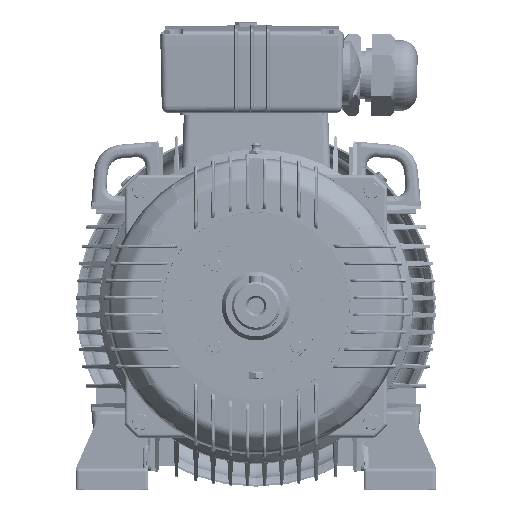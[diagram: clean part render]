
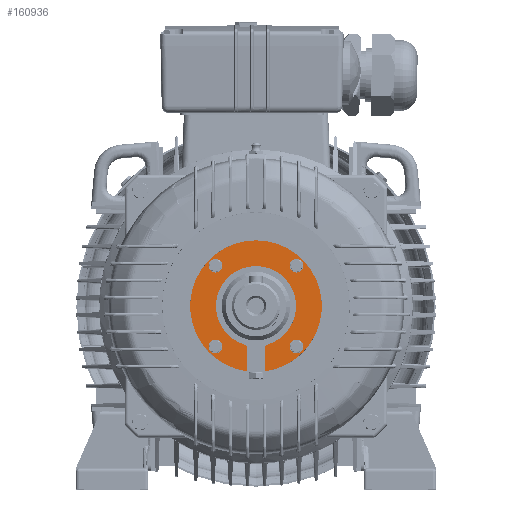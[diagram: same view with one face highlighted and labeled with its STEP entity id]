
A CAD part, top view. The second image highlights one B-rep face of the part: STEP entity #160936.
In plain terms, the highlighted planar face has unit normal (0, 0, 1).
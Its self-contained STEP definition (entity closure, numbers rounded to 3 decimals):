
#19408=CARTESIAN_POINT('',(0.,0.,378.));
#19409=DIRECTION('',(0.,0.,-1.));
#19410=DIRECTION('',(-0.289,-0.957,0.));
#19411=AXIS2_PLACEMENT_3D('',#19408,#19409,#19410);
#19413=CARTESIAN_POINT('',(-11.,-36.373,378.));
#19414=DIRECTION('',(0.,0.,1.));
#19415=DIRECTION('',(1.,0.,0.));
#19416=AXIS2_PLACEMENT_3D('',#19413,#19414,#19415);
#19418=DIRECTION('',(0.,1.,0.));
#19419=VECTOR('',#19418,20.568);
#19420=CARTESIAN_POINT('',(-8.,-56.941,378.));
#19421=LINE('',#19420,#19419);
#19422=CARTESIAN_POINT('',(0.,0.,378.));
#19423=DIRECTION('',(0.,0.,1.));
#19424=DIRECTION('',(0.,1.,0.));
#19425=AXIS2_PLACEMENT_3D('',#19422,#19423,#19424);
#19427=CARTESIAN_POINT('',(0.,0.,378.));
#19428=DIRECTION('',(0.,0.,1.));
#19429=DIRECTION('',(0.139,-0.99,0.));
#19430=AXIS2_PLACEMENT_3D('',#19427,#19428,#19429);
#19432=DIRECTION('',(0.,-1.,0.));
#19433=VECTOR('',#19432,20.568);
#19434=CARTESIAN_POINT('',(8.,-36.373,378.));
#19435=LINE('',#19434,#19433);
#19436=CARTESIAN_POINT('',(11.,-36.373,378.));
#19437=DIRECTION('',(0.,0.,1.));
#19438=DIRECTION('',(-0.289,0.957,0.));
#19439=AXIS2_PLACEMENT_3D('',#19436,#19437,#19438);
#19441=CARTESIAN_POINT('',(0.,0.,378.));
#19442=DIRECTION('',(0.,0.,-1.));
#19443=DIRECTION('',(0.,1.,0.));
#19444=AXIS2_PLACEMENT_3D('',#19441,#19442,#19443);
#19446=CARTESIAN_POINT('',(-35.355,35.355,378.));
#19447=DIRECTION('',(0.,0.,-1.));
#19448=DIRECTION('',(1.,0.,0.));
#19449=AXIS2_PLACEMENT_3D('',#19446,#19447,#19448);
#19451=CARTESIAN_POINT('',(-35.355,35.355,378.));
#19452=DIRECTION('',(0.,0.,-1.));
#19453=DIRECTION('',(-1.,0.,0.));
#19454=AXIS2_PLACEMENT_3D('',#19451,#19452,#19453);
#19456=CARTESIAN_POINT('',(35.355,35.355,378.));
#19457=DIRECTION('',(0.,0.,-1.));
#19458=DIRECTION('',(1.,0.,0.));
#19459=AXIS2_PLACEMENT_3D('',#19456,#19457,#19458);
#19461=CARTESIAN_POINT('',(35.355,35.355,378.));
#19462=DIRECTION('',(0.,0.,-1.));
#19463=DIRECTION('',(-1.,0.,0.));
#19464=AXIS2_PLACEMENT_3D('',#19461,#19462,#19463);
#19466=CARTESIAN_POINT('',(35.355,-35.355,378.));
#19467=DIRECTION('',(0.,0.,-1.));
#19468=DIRECTION('',(1.,0.,0.));
#19469=AXIS2_PLACEMENT_3D('',#19466,#19467,#19468);
#19471=CARTESIAN_POINT('',(35.355,-35.355,378.));
#19472=DIRECTION('',(0.,0.,-1.));
#19473=DIRECTION('',(-1.,0.,0.));
#19474=AXIS2_PLACEMENT_3D('',#19471,#19472,#19473);
#19476=CARTESIAN_POINT('',(-35.355,-35.355,378.));
#19477=DIRECTION('',(0.,0.,-1.));
#19478=DIRECTION('',(1.,0.,0.));
#19479=AXIS2_PLACEMENT_3D('',#19476,#19477,#19478);
#19481=CARTESIAN_POINT('',(-35.355,-35.355,378.));
#19482=DIRECTION('',(0.,0.,-1.));
#19483=DIRECTION('',(-1.,0.,0.));
#19484=AXIS2_PLACEMENT_3D('',#19481,#19482,#19483);
#114750=CARTESIAN_POINT('',(10.132,-33.502,378.));
#114751=VERTEX_POINT('',#114750);
#114763=CARTESIAN_POINT('',(-10.132,-33.502,378.));
#114764=CARTESIAN_POINT('',(0.,35.,378.));
#114765=VERTEX_POINT('',#114763);
#114766=VERTEX_POINT('',#114764);
#114771=CARTESIAN_POINT('',(-8.,-36.373,378.));
#114772=VERTEX_POINT('',#114771);
#114773=CARTESIAN_POINT('',(-8.,-56.941,378.));
#114774=VERTEX_POINT('',#114773);
#115282=CARTESIAN_POINT('',(8.,-36.373,378.));
#115283=CARTESIAN_POINT('',(8.,-56.941,378.));
#115284=VERTEX_POINT('',#115282);
#115285=VERTEX_POINT('',#115283);
#117067=CARTESIAN_POINT('',(0.,57.5,378.));
#117069=VERTEX_POINT('',#117067);
#123571=CARTESIAN_POINT('',(-29.355,35.355,378.));
#123572=CARTESIAN_POINT('',(-41.355,35.355,378.));
#123573=VERTEX_POINT('',#123571);
#123574=VERTEX_POINT('',#123572);
#123619=CARTESIAN_POINT('',(41.355,35.355,378.));
#123620=CARTESIAN_POINT('',(29.355,35.355,378.));
#123621=VERTEX_POINT('',#123619);
#123622=VERTEX_POINT('',#123620);
#123627=CARTESIAN_POINT('',(41.355,-35.355,378.));
#123628=CARTESIAN_POINT('',(29.355,-35.355,378.));
#123629=VERTEX_POINT('',#123627);
#123630=VERTEX_POINT('',#123628);
#123635=CARTESIAN_POINT('',(-29.355,-35.355,378.));
#123636=CARTESIAN_POINT('',(-41.355,-35.355,378.));
#123637=VERTEX_POINT('',#123635);
#123638=VERTEX_POINT('',#123636);
#160893=CARTESIAN_POINT('',(0.,0.,378.));
#160894=DIRECTION('',(0.,0.,-1.));
#160895=DIRECTION('',(0.,1.,0.));
#160896=AXIS2_PLACEMENT_3D('',#160893,#160894,#160895);
#160897=PLANE('',#160896);
#160899=ORIENTED_EDGE('',*,*,#160898,.F.);
#160901=ORIENTED_EDGE('',*,*,#160900,.F.);
#160902=ORIENTED_EDGE('',*,*,#160844,.F.);
#160903=ORIENTED_EDGE('',*,*,#160322,.F.);
#160904=ORIENTED_EDGE('',*,*,#160374,.F.);
#160905=ORIENTED_EDGE('',*,*,#160882,.F.);
#160907=ORIENTED_EDGE('',*,*,#160906,.F.);
#160909=ORIENTED_EDGE('',*,*,#160908,.F.);
#160910=EDGE_LOOP('',(#160899,#160901,#160902,#160903,#160904,#160905,#160907,
#160909));
#160911=FACE_OUTER_BOUND('',#160910,.F.);
#160913=ORIENTED_EDGE('',*,*,#160912,.F.);
#160915=ORIENTED_EDGE('',*,*,#160914,.F.);
#160916=EDGE_LOOP('',(#160913,#160915));
#160917=FACE_BOUND('',#160916,.F.);
#160919=ORIENTED_EDGE('',*,*,#160918,.F.);
#160921=ORIENTED_EDGE('',*,*,#160920,.F.);
#160922=EDGE_LOOP('',(#160919,#160921));
#160923=FACE_BOUND('',#160922,.F.);
#160925=ORIENTED_EDGE('',*,*,#160924,.F.);
#160927=ORIENTED_EDGE('',*,*,#160926,.F.);
#160928=EDGE_LOOP('',(#160925,#160927));
#160929=FACE_BOUND('',#160928,.F.);
#160931=ORIENTED_EDGE('',*,*,#160930,.F.);
#160933=ORIENTED_EDGE('',*,*,#160932,.F.);
#160934=EDGE_LOOP('',(#160931,#160933));
#160935=FACE_BOUND('',#160934,.F.);
#160936=ADVANCED_FACE('',(#160911,#160917,#160923,#160929,#160935),#160897,.F.);
#19412=CIRCLE('',#19411,35.);
#19417=CIRCLE('',#19416,3.);
#19426=CIRCLE('',#19425,57.5);
#19431=CIRCLE('',#19430,57.5);
#19440=CIRCLE('',#19439,3.);
#19445=CIRCLE('',#19444,35.);
#19450=CIRCLE('',#19449,6.);
#19455=CIRCLE('',#19454,6.);
#19460=CIRCLE('',#19459,6.);
#19465=CIRCLE('',#19464,6.);
#19470=CIRCLE('',#19469,6.);
#19475=CIRCLE('',#19474,6.);
#19480=CIRCLE('',#19479,6.);
#19485=CIRCLE('',#19484,6.);
#160322=EDGE_CURVE('',#117069,#114774,#19426,.T.);
#160374=EDGE_CURVE('',#115285,#117069,#19431,.T.);
#160844=EDGE_CURVE('',#114774,#114772,#19421,.T.);
#160882=EDGE_CURVE('',#115284,#115285,#19435,.T.);
#160898=EDGE_CURVE('',#114765,#114766,#19412,.T.);
#160900=EDGE_CURVE('',#114772,#114765,#19417,.T.);
#160906=EDGE_CURVE('',#114751,#115284,#19440,.T.);
#160908=EDGE_CURVE('',#114766,#114751,#19445,.T.);
#160912=EDGE_CURVE('',#123573,#123574,#19450,.T.);
#160914=EDGE_CURVE('',#123574,#123573,#19455,.T.);
#160918=EDGE_CURVE('',#123621,#123622,#19460,.T.);
#160920=EDGE_CURVE('',#123622,#123621,#19465,.T.);
#160924=EDGE_CURVE('',#123629,#123630,#19470,.T.);
#160926=EDGE_CURVE('',#123630,#123629,#19475,.T.);
#160930=EDGE_CURVE('',#123637,#123638,#19480,.T.);
#160932=EDGE_CURVE('',#123638,#123637,#19485,.T.);
